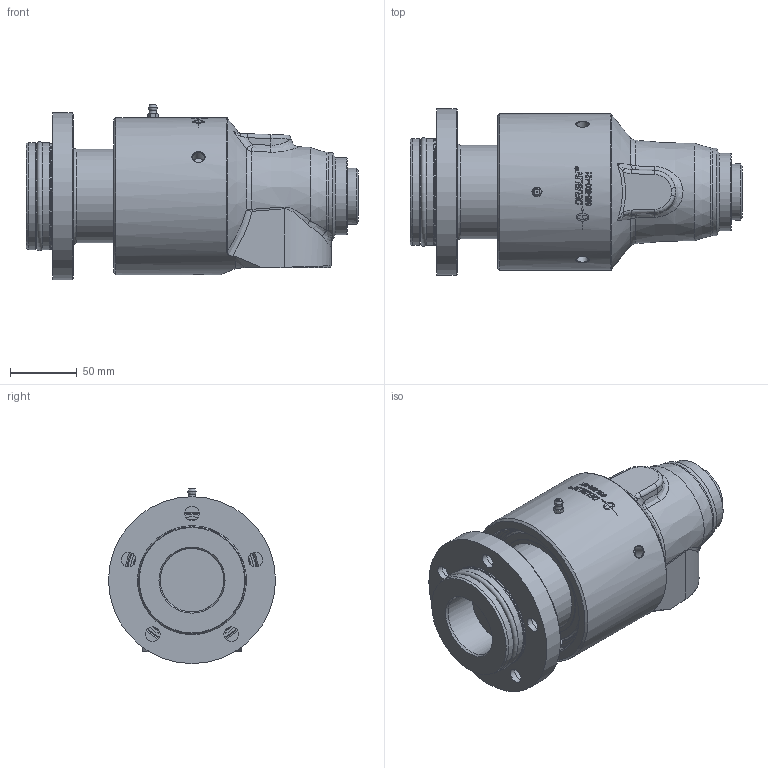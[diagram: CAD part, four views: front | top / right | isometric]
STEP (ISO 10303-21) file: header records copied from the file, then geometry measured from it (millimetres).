
FILE_DESCRIPTION(/* description */ (''),/* implementation_level */ '2;1');
FILE_NAME(/* name */ '655-500-421-IC.stp',/* time_stamp */ '2020-05-20T14:07:09-05:00',/* author */ ('dyurkovich'),/* organization */ (''),/* preprocessor_version */ 'ST-DEVELOPER v18',/* originating_system */ 'Autodesk Inventor 2020',/* authorisation */ '');
FILE_SCHEMA (('AUTOMOTIVE_DESIGN { 1 0 10303 214 3 1 1 }'));
Length unit declared in the file: millimetre
Products named in the file (1): 655-500-421-IC
Bounding box: 248.63 x 125 x 131.24 mm (x, y, z)
Volume: 1701553.7 mm3; surface area: 143801.7 mm2
Topology: 4 solids, 5 shells, 487 faces, 1285 edges, 855 vertices
Faces by surface type: plane 206, bspline 138, cylinder 91, cone 31, torus 13, sphere 8
Full cylindrical faces by diameter (mm): 3 x2, 4.361 x2, 4.496 x1, 8.6 x3, 11 x5, 18 x5, 22.5 x1, 47.6 x1, 55.169 x1, 58 x1, 70 x1, 73.67 x1, 76.3 x1, 76.908 x1, 79.4 x1, 80 x2, 91.5 x1, 100 x1, 100.08 x1, 107.6 x1, 117.5 x1, 125 x1
Entity records: 21065 total; most frequent: CARTESIAN_POINT 9238, ORIENTED_EDGE 2558, DIRECTION 2151, EDGE_CURVE 1279, AXIS2_PLACEMENT_3D 860, VERTEX_POINT 855, EDGE_LOOP 560, FACE_OUTER_BOUND 487
